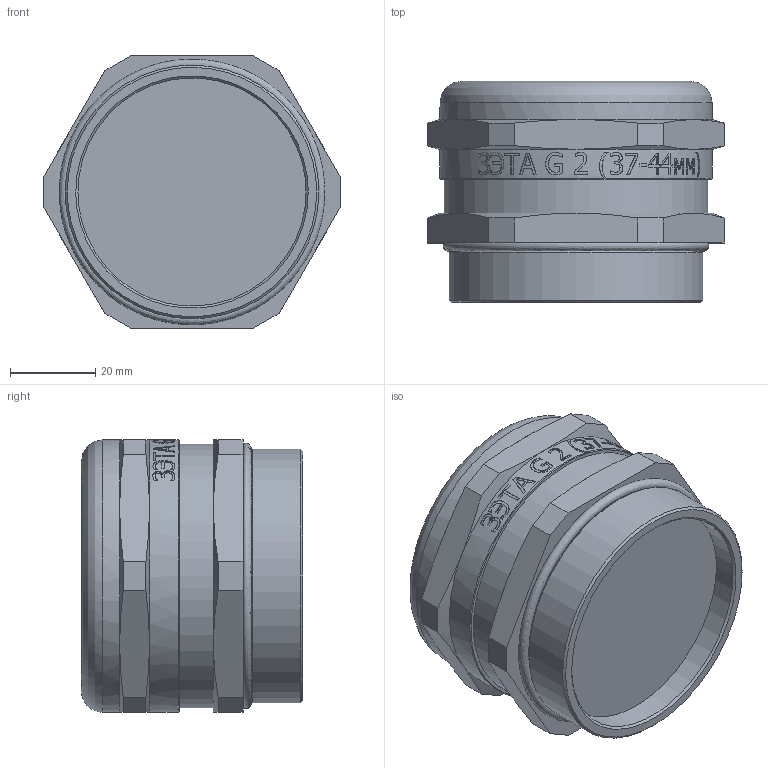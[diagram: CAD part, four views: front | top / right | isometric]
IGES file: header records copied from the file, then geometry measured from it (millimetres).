
Global section: file name: 8 КВ-G 2 (37-44мм); native system: Autodesk Inventor 2015; preprocessor: unknown; author: zeta-23; date: 20161028.213529; units: millimetre
Bounding box: 69.9 x 52 x 64 mm (x, y, z)
Volume: 147734.6 mm3; surface area: 18941.8 mm2
Topology: 1 solids, 1 shells, 289 faces, 788 edges, 522 vertices
Faces by surface type: bspline 289
